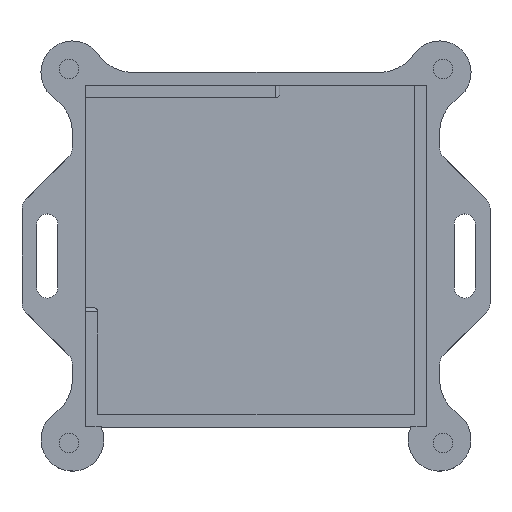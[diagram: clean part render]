
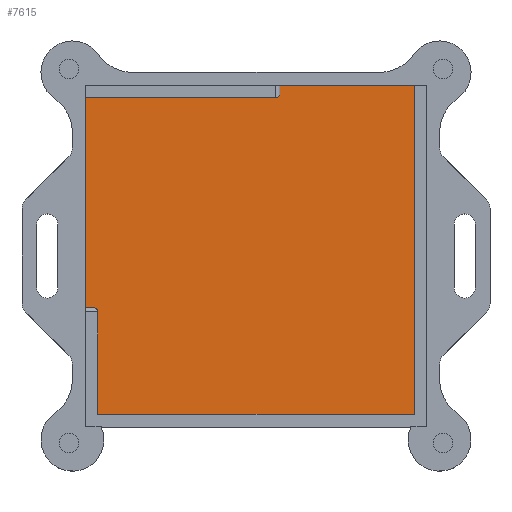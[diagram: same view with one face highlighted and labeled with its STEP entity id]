
A CAD part, top view. The second image highlights one B-rep face of the part: STEP entity #7615.
In plain terms, the highlighted planar face has unit normal (0, 0, 1).
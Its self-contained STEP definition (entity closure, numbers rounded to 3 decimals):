
#407=PLANE('',#8070);
#829=FACE_OUTER_BOUND('',#1225,.T.);
#1225=EDGE_LOOP('',(#7196,#7197,#7198,#7199,#7200,#7201,#7202,#7203,#7204,
#7205,#7206,#7207,#7208,#7209,#7210,#7211,#7212,#7213,#7214,#7215,#7216,
#7217,#7218,#7219,#7220,#7221));
#1233=LINE('',#10039,#2265);
#1236=LINE('',#10044,#2268);
#1238=LINE('',#10048,#2270);
#1240=LINE('',#10052,#2272);
#1242=LINE('',#10056,#2274);
#1247=LINE('',#10066,#2279);
#1291=LINE('',#10192,#2323);
#1294=LINE('',#10197,#2326);
#1296=LINE('',#10201,#2328);
#1298=LINE('',#10205,#2330);
#1300=LINE('',#10209,#2332);
#1302=LINE('',#10213,#2334);
#1304=LINE('',#10217,#2336);
#1306=LINE('',#10222,#2338);
#1308=LINE('',#10225,#2340);
#1313=LINE('',#10236,#2345);
#2208=LINE('',#12028,#3240);
#2209=LINE('',#12030,#3241);
#2210=LINE('',#12032,#3242);
#2211=LINE('',#12034,#3243);
#2212=LINE('',#12037,#3244);
#2214=LINE('',#12040,#3246);
#2245=LINE('',#12102,#3277);
#2250=LINE('',#12112,#3282);
#2254=LINE('',#12120,#3286);
#2257=LINE('',#12126,#3289);
#2265=VECTOR('',#8144,10.);
#2268=VECTOR('',#8149,10.);
#2270=VECTOR('',#8153,10.);
#2272=VECTOR('',#8157,10.);
#2274=VECTOR('',#8161,10.);
#2279=VECTOR('',#8174,10.);
#2323=VECTOR('',#8266,10.);
#2326=VECTOR('',#8271,10.);
#2328=VECTOR('',#8275,10.);
#2330=VECTOR('',#8279,10.);
#2332=VECTOR('',#8283,10.);
#2334=VECTOR('',#8287,10.);
#2336=VECTOR('',#8291,10.);
#2338=VECTOR('',#8295,10.);
#2340=VECTOR('',#8299,10.);
#2345=VECTOR('',#8308,10.);
#3240=VECTOR('',#9825,10.);
#3241=VECTOR('',#9828,10.);
#3242=VECTOR('',#9831,10.);
#3243=VECTOR('',#9834,10.);
#3244=VECTOR('',#9837,10.);
#3246=VECTOR('',#9841,10.);
#3277=VECTOR('',#9934,10.);
#3282=VECTOR('',#9947,10.);
#3286=VECTOR('',#9957,10.);
#3289=VECTOR('',#9966,10.);
#3328=VERTEX_POINT('',#10036);
#3329=VERTEX_POINT('',#10038);
#3330=VERTEX_POINT('',#10042);
#3331=VERTEX_POINT('',#10046);
#3332=VERTEX_POINT('',#10050);
#3333=VERTEX_POINT('',#10054);
#3334=VERTEX_POINT('',#10064);
#3355=VERTEX_POINT('',#10113);
#3391=VERTEX_POINT('',#10189);
#3392=VERTEX_POINT('',#10191);
#3393=VERTEX_POINT('',#10195);
#3394=VERTEX_POINT('',#10199);
#3395=VERTEX_POINT('',#10203);
#3396=VERTEX_POINT('',#10207);
#3397=VERTEX_POINT('',#10211);
#3398=VERTEX_POINT('',#10215);
#3399=VERTEX_POINT('',#10219);
#3400=VERTEX_POINT('',#10221);
#3403=VERTEX_POINT('',#10233);
#3404=VERTEX_POINT('',#10235);
#3416=VERTEX_POINT('',#10263);
#3955=VERTEX_POINT('',#11938);
#3990=VERTEX_POINT('',#12026);
#3991=VERTEX_POINT('',#12036);
#3992=VERTEX_POINT('',#12110);
#3993=VERTEX_POINT('',#12118);
#4027=EDGE_CURVE('',#3329,#3328,#1233,.T.);
#4030=EDGE_CURVE('',#3328,#3330,#1236,.T.);
#4032=EDGE_CURVE('',#3330,#3331,#1238,.T.);
#4034=EDGE_CURVE('',#3331,#3332,#1240,.T.);
#4036=EDGE_CURVE('',#3332,#3333,#1242,.T.);
#4041=EDGE_CURVE('',#3333,#3334,#1247,.T.);
#4103=EDGE_CURVE('',#3392,#3391,#1291,.T.);
#4106=EDGE_CURVE('',#3391,#3393,#1294,.T.);
#4108=EDGE_CURVE('',#3393,#3394,#1296,.T.);
#4110=EDGE_CURVE('',#3394,#3395,#1298,.T.);
#4112=EDGE_CURVE('',#3396,#3395,#1300,.T.);
#4114=EDGE_CURVE('',#3397,#3396,#1302,.T.);
#4116=EDGE_CURVE('',#3397,#3398,#1304,.T.);
#4118=EDGE_CURVE('',#3400,#3399,#1306,.T.);
#4120=EDGE_CURVE('',#3329,#3399,#1308,.T.);
#4125=EDGE_CURVE('',#3403,#3404,#1313,.T.);
#5020=EDGE_CURVE('',#3990,#3416,#2208,.T.);
#5021=EDGE_CURVE('',#3416,#3955,#2209,.T.);
#5022=EDGE_CURVE('',#3334,#3955,#2210,.T.);
#5023=EDGE_CURVE('',#3404,#3355,#2211,.T.);
#5024=EDGE_CURVE('',#3991,#3403,#2212,.T.);
#5026=EDGE_CURVE('',#3400,#3991,#2214,.T.);
#5057=EDGE_CURVE('',#3990,#3392,#2245,.T.);
#5062=EDGE_CURVE('',#3398,#3992,#2250,.T.);
#5066=EDGE_CURVE('',#3992,#3993,#2254,.T.);
#5069=EDGE_CURVE('',#3355,#3993,#2257,.T.);
#7196=ORIENTED_EDGE('',*,*,#4120,.F.);
#7197=ORIENTED_EDGE('',*,*,#4027,.T.);
#7198=ORIENTED_EDGE('',*,*,#4030,.T.);
#7199=ORIENTED_EDGE('',*,*,#4032,.T.);
#7200=ORIENTED_EDGE('',*,*,#4034,.T.);
#7201=ORIENTED_EDGE('',*,*,#4036,.T.);
#7202=ORIENTED_EDGE('',*,*,#4041,.T.);
#7203=ORIENTED_EDGE('',*,*,#5022,.T.);
#7204=ORIENTED_EDGE('',*,*,#5021,.F.);
#7205=ORIENTED_EDGE('',*,*,#5020,.F.);
#7206=ORIENTED_EDGE('',*,*,#5057,.T.);
#7207=ORIENTED_EDGE('',*,*,#4103,.T.);
#7208=ORIENTED_EDGE('',*,*,#4106,.T.);
#7209=ORIENTED_EDGE('',*,*,#4108,.T.);
#7210=ORIENTED_EDGE('',*,*,#4110,.T.);
#7211=ORIENTED_EDGE('',*,*,#4112,.F.);
#7212=ORIENTED_EDGE('',*,*,#4114,.F.);
#7213=ORIENTED_EDGE('',*,*,#4116,.T.);
#7214=ORIENTED_EDGE('',*,*,#5062,.T.);
#7215=ORIENTED_EDGE('',*,*,#5066,.T.);
#7216=ORIENTED_EDGE('',*,*,#5069,.F.);
#7217=ORIENTED_EDGE('',*,*,#5023,.F.);
#7218=ORIENTED_EDGE('',*,*,#4125,.F.);
#7219=ORIENTED_EDGE('',*,*,#5024,.F.);
#7220=ORIENTED_EDGE('',*,*,#5026,.F.);
#7221=ORIENTED_EDGE('',*,*,#4118,.T.);
#7615=ADVANCED_FACE('',(#829),#407,.T.);
#8070=AXIS2_PLACEMENT_3D('',#12127,#9967,#9968);
#8144=DIRECTION('',(-0.259,-0.966,0.));
#8149=DIRECTION('',(-0.423,-0.906,0.));
#8153=DIRECTION('',(-0.574,-0.819,0.));
#8157=DIRECTION('',(-0.707,-0.707,0.));
#8161=DIRECTION('',(-0.819,-0.574,0.));
#8174=DIRECTION('',(-0.906,-0.423,0.));
#8266=DIRECTION('',(1.,0.,0.));
#8271=DIRECTION('',(0.996,-0.087,0.));
#8275=DIRECTION('',(0.966,-0.259,0.));
#8279=DIRECTION('',(0.906,-0.423,0.));
#8283=DIRECTION('',(-0.819,0.574,0.));
#8287=DIRECTION('',(-0.707,0.707,0.));
#8291=DIRECTION('',(0.574,-0.819,0.));
#8295=DIRECTION('',(0.,-1.,0.));
#8299=DIRECTION('',(0.087,0.996,0.));
#8308=DIRECTION('',(-1.,0.,0.));
#9825=DIRECTION('',(1.,0.,0.));
#9828=DIRECTION('',(0.996,0.087,0.));
#9831=DIRECTION('',(-0.966,-0.259,0.));
#9834=DIRECTION('',(0.,1.,0.));
#9837=DIRECTION('',(0.,-1.,0.));
#9841=DIRECTION('',(1.,0.,0.));
#9934=DIRECTION('',(0.,-1.,0.));
#9947=DIRECTION('',(0.423,-0.906,0.));
#9957=DIRECTION('',(0.259,-0.966,0.));
#9966=DIRECTION('',(-0.087,0.996,0.));
#9967=DIRECTION('center_axis',(0.,0.,1.));
#9968=DIRECTION('ref_axis',(1.,0.,0.));
#10036=CARTESIAN_POINT('',(61.34,89.558,1.5));
#10038=CARTESIAN_POINT('',(61.385,89.726,1.5));
#10039=CARTESIAN_POINT('',(61.385,89.726,1.5));
#10042=CARTESIAN_POINT('',(61.266,89.4,1.5));
#10044=CARTESIAN_POINT('',(61.34,89.558,1.5));
#10046=CARTESIAN_POINT('',(61.166,89.257,1.5));
#10048=CARTESIAN_POINT('',(61.266,89.4,1.5));
#10050=CARTESIAN_POINT('',(61.043,89.134,1.5));
#10052=CARTESIAN_POINT('',(61.166,89.257,1.5));
#10054=CARTESIAN_POINT('',(60.9,89.034,1.5));
#10056=CARTESIAN_POINT('',(61.043,89.134,1.5));
#10064=CARTESIAN_POINT('',(60.742,88.96,1.5));
#10066=CARTESIAN_POINT('',(60.9,89.034,1.5));
#10113=CARTESIAN_POINT('',(18.,37.9,1.5));
#10189=CARTESIAN_POINT('',(17.,38.9,1.5));
#10191=CARTESIAN_POINT('',(15.,38.9,1.5));
#10192=CARTESIAN_POINT('',(15.,38.9,1.5));
#10195=CARTESIAN_POINT('',(17.174,38.885,1.5));
#10197=CARTESIAN_POINT('',(17.,38.9,1.5));
#10199=CARTESIAN_POINT('',(17.342,38.84,1.5));
#10201=CARTESIAN_POINT('',(17.174,38.885,1.5));
#10203=CARTESIAN_POINT('',(17.5,38.766,1.5));
#10205=CARTESIAN_POINT('',(17.342,38.84,1.5));
#10207=CARTESIAN_POINT('',(17.643,38.666,1.5));
#10209=CARTESIAN_POINT('',(17.643,38.666,1.5));
#10211=CARTESIAN_POINT('',(17.766,38.543,1.5));
#10213=CARTESIAN_POINT('',(17.766,38.543,1.5));
#10215=CARTESIAN_POINT('',(17.866,38.4,1.5));
#10217=CARTESIAN_POINT('',(17.766,38.543,1.5));
#10219=CARTESIAN_POINT('',(61.4,89.9,1.5));
#10221=CARTESIAN_POINT('',(61.4,91.9,1.5));
#10222=CARTESIAN_POINT('',(61.4,91.9,1.5));
#10225=CARTESIAN_POINT('',(61.385,89.726,1.5));
#10233=CARTESIAN_POINT('',(93.4,13.5,1.5));
#10235=CARTESIAN_POINT('',(18.,13.5,1.5));
#10236=CARTESIAN_POINT('',(93.4,13.5,1.5));
#10263=CARTESIAN_POINT('',(60.4,88.9,1.5));
#11938=CARTESIAN_POINT('',(60.574,88.915,1.5));
#12026=CARTESIAN_POINT('',(15.,88.9,1.5));
#12028=CARTESIAN_POINT('',(15.,88.9,1.5));
#12030=CARTESIAN_POINT('',(60.4,88.9,1.5));
#12032=CARTESIAN_POINT('',(60.742,88.96,1.5));
#12034=CARTESIAN_POINT('',(18.,13.5,1.5));
#12036=CARTESIAN_POINT('',(93.4,91.9,1.5));
#12037=CARTESIAN_POINT('',(93.4,91.9,1.5));
#12040=CARTESIAN_POINT('',(61.4,91.9,1.5));
#12102=CARTESIAN_POINT('',(15.,88.9,1.5));
#12110=CARTESIAN_POINT('',(17.94,38.242,1.5));
#12112=CARTESIAN_POINT('',(17.866,38.4,1.5));
#12118=CARTESIAN_POINT('',(17.985,38.074,1.5));
#12120=CARTESIAN_POINT('',(17.94,38.242,1.5));
#12126=CARTESIAN_POINT('',(18.,37.9,1.5));
#12127=CARTESIAN_POINT('Origin',(61.385,89.726,1.5));
